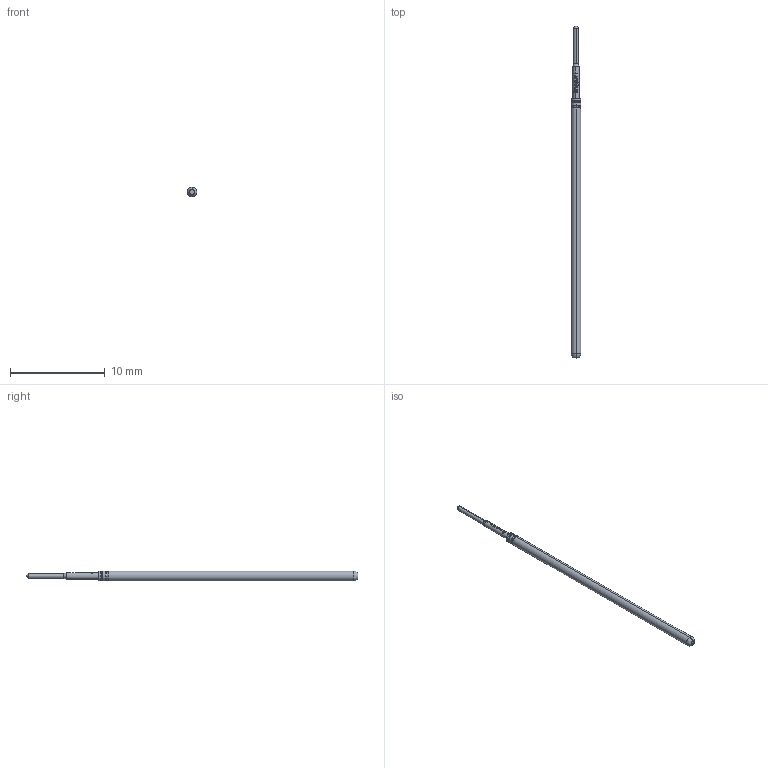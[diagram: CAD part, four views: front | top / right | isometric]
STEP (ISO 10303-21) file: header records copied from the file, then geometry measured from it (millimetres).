
FILE_DESCRIPTION (( 'STEP AP203' ), '1' );
FILE_NAME ('INGUN_GKS-075_305_050_A_xx00_LH.STEP', '2021-09-27T09:02:09', ( 'ochi' ), ( '' ), 'SwSTEP 2.0', 'SolidWorks 2018', '' );
FILE_SCHEMA (( 'CONFIG_CONTROL_DESIGN' ));
Length unit declared in the file: millimetre
Products named in the file (1): INGUN_GKS-075_305_050_A_xx00_LH
Bounding box: 1.02 x 35.1 x 1.02 mm (x, y, z)
Volume: 24.2 mm3; surface area: 102.6 mm2
Topology: 1 solids, 1 shells, 92 faces, 245 edges, 155 vertices
Faces by surface type: bspline 43, cylinder 22, torus 12, plane 11, sphere 2, cone 2
Entity records: 4103 total; most frequent: CARTESIAN_POINT 2189, ORIENTED_EDGE 486, EDGE_CURVE 243, DIRECTION 215, B_SPLINE_CURVE_WITH_KNOTS 174, VERTEX_POINT 155, AXIS2_PLACEMENT_3D 96, EDGE_LOOP 94
